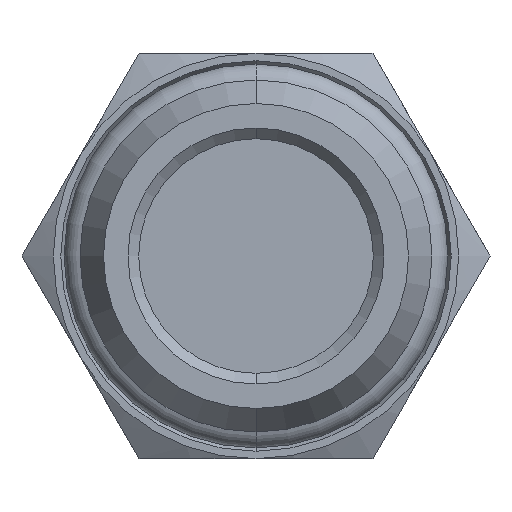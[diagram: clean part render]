
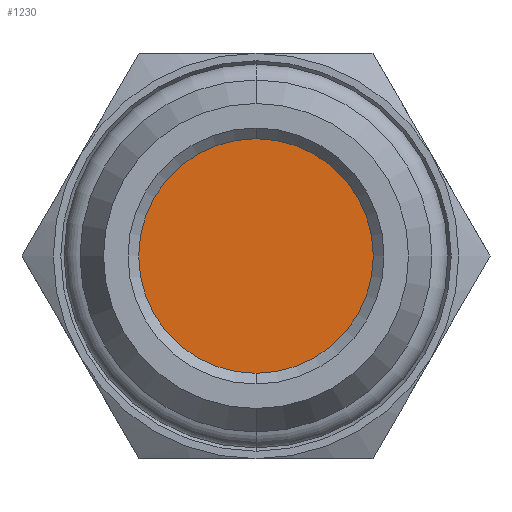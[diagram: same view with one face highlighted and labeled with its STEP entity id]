
A CAD part, front view. The second image highlights one B-rep face of the part: STEP entity #1230.
In plain terms, the highlighted planar face has unit normal (0, -1, 0).
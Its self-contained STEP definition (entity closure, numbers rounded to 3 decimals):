
#9 = CIRCLE ( 'NONE', #2881, 5.5 ) ;
#84 = CIRCLE ( 'NONE', #2907, 5.5 ) ;
#193 = CARTESIAN_POINT ( 'NONE',  ( 0., 1.264, 0. ) ) ;
#194 = DIRECTION ( 'NONE',  ( 0., 1., 0. ) ) ;
#195 = DIRECTION ( 'NONE',  ( 1., 0., 0. ) ) ;
#536 = FACE_OUTER_BOUND ( 'NONE', #1677, .T. ) ;
#764 = VERTEX_POINT ( 'NONE', #2252 ) ;
#1065 = VERTEX_POINT ( 'NONE', #1976 ) ;
#1102 = AXIS2_PLACEMENT_3D ( 'NONE', #1347, #1352, #1353 ) ;
#1230 = ADVANCED_FACE ( 'NONE', ( #536 ), #1350, .T. ) ;
#1347 = CARTESIAN_POINT ( 'NONE',  ( 0., 1.264, 0. ) ) ;
#1350 = PLANE ( 'NONE',  #1102 ) ;
#1352 = DIRECTION ( 'NONE',  ( 0., -1., 0. ) ) ;
#1353 = DIRECTION ( 'NONE',  ( 1., 0., 0. ) ) ;
#1403 = EDGE_CURVE ( 'NONE', #764, #1065, #9, .T. ) ;
#1449 = EDGE_CURVE ( 'NONE', #1065, #764, #84, .T. ) ;
#1554 = CARTESIAN_POINT ( 'NONE',  ( 0., 1.264, 0. ) ) ;
#1555 = DIRECTION ( 'NONE',  ( 0., 1., 0. ) ) ;
#1556 = DIRECTION ( 'NONE',  ( 1., 0., 0. ) ) ;
#1677 = EDGE_LOOP ( 'NONE', ( #1739, #1740 ) ) ;
#1739 = ORIENTED_EDGE ( 'NONE', *, *, #1403, .F. ) ;
#1740 = ORIENTED_EDGE ( 'NONE', *, *, #1449, .F. ) ;
#1976 = CARTESIAN_POINT ( 'NONE',  ( 0., 1.264, 5.5 ) ) ;
#2252 = CARTESIAN_POINT ( 'NONE',  ( 0., 1.264, -5.5 ) ) ;
#2881 = AXIS2_PLACEMENT_3D ( 'NONE', #1554, #1555, #1556 ) ;
#2907 = AXIS2_PLACEMENT_3D ( 'NONE', #193, #194, #195 ) ;
